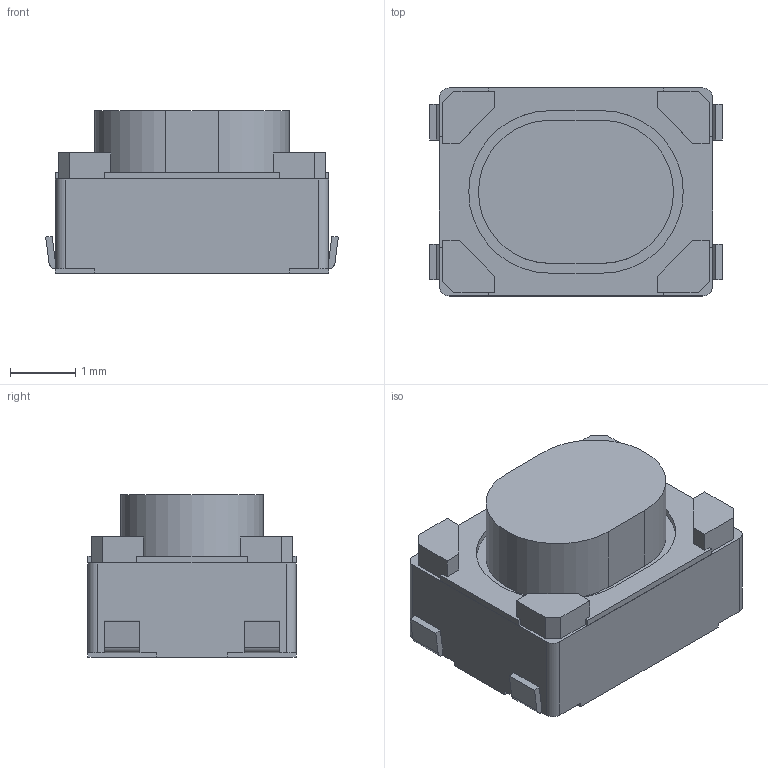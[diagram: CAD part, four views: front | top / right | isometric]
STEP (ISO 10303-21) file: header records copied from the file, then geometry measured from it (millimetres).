
FILE_DESCRIPTION((''),'2;1');
FILE_NAME('3X4_ASM','2016-08-06T',('Administrator'),(''),'PRO/ENGINEER BY PARAMETRIC TECHNOLOGY CORPORATION, 2010280','PRO/ENGINEER BY PARAMETRIC TECHNOLOGY CORPORATION, 2010280','');
FILE_SCHEMA(('CONFIG_CONTROL_DESIGN'));
Length unit declared in the file: millimetre
Products named in the file (4): JIZUO; ANNIU; GAIBAN; 3X4_ASM
Assembly tree (3 placements, depth 2):
  3X4_ASM
    JIZUO
    ANNIU
    GAIBAN
Bounding box: 4.5 x 3.2 x 2.5 mm (x, y, z)
Volume: 17.3 mm3; surface area: 129.5 mm2
Topology: 3 solids, 3 shells, 234 faces, 644 edges, 428 vertices
Faces by surface type: plane 184, cylinder 46, cone 2, torus 2
Entity records: 5069 total; most frequent: ORIENTED_EDGE 1288, EDGE_CURVE 644, CARTESIAN_POINT 547, LINE 542, VERTEX_POINT 428, AXIS2_PLACEMENT_3D 291, EDGE_LOOP 248, FACE_OUTER_BOUND 234
